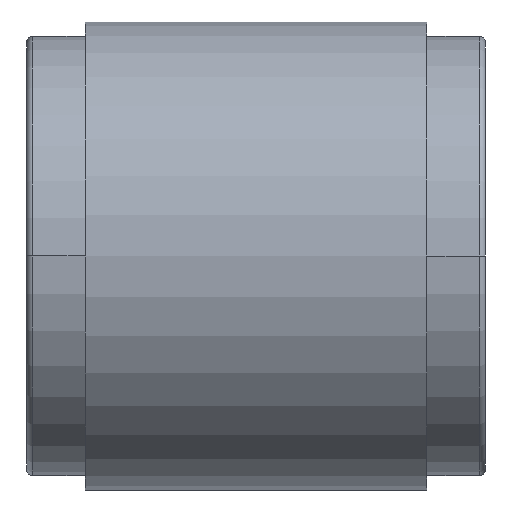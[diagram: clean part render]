
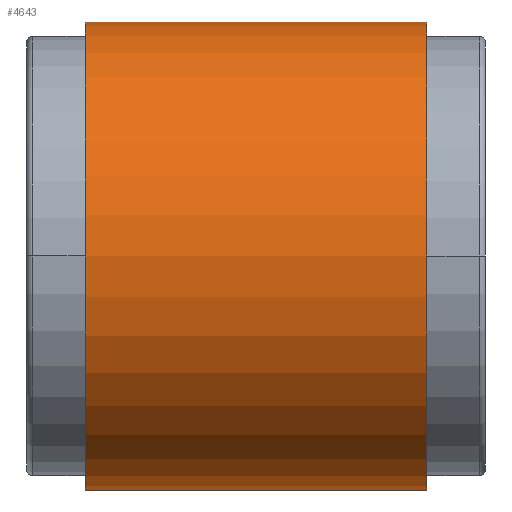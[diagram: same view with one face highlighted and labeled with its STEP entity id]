
A CAD part, left-side view. The second image highlights one B-rep face of the part: STEP entity #4643.
In plain terms, the highlighted cylindrical face has radius 380 mm (diameter 760 mm), a partial arc.
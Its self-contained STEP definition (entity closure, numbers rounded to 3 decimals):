
#71 = DIRECTION ( 'NONE',  ( 1., 0., 0. ) ) ;
#177 = CIRCLE ( 'NONE', #12189, 380. ) ;
#1847 = CARTESIAN_POINT ( 'NONE',  ( 0., -277.5, -380. ) ) ;
#2356 = CARTESIAN_POINT ( 'NONE',  ( 0., 372.5, 0. ) ) ;
#2373 = VECTOR ( 'NONE', #8006, 1000. ) ;
#2501 = CARTESIAN_POINT ( 'NONE',  ( 0., 277.5, -380. ) ) ;
#2981 = CARTESIAN_POINT ( 'NONE',  ( 0., -277.5, 0. ) ) ;
#3238 = CARTESIAN_POINT ( 'NONE',  ( 0., 372.5, -380. ) ) ;
#3800 = VERTEX_POINT ( 'NONE', #1847 ) ;
#3879 = ORIENTED_EDGE ( 'NONE', *, *, #10868, .T. ) ;
#4643 = ADVANCED_FACE ( 'NONE', ( #9134 ), #9057, .T. ) ;
#4812 = EDGE_LOOP ( 'NONE', ( #9597, #7373, #3879, #8482 ) ) ;
#5246 = DIRECTION ( 'NONE',  ( 0., 1., 0. ) ) ;
#5590 = VERTEX_POINT ( 'NONE', #13912 ) ;
#5730 = LINE ( 'NONE', #3238, #2373 ) ;
#6639 = CARTESIAN_POINT ( 'NONE',  ( 0., 372.5, 380. ) ) ;
#7010 = VERTEX_POINT ( 'NONE', #8536 ) ;
#7373 = ORIENTED_EDGE ( 'NONE', *, *, #8169, .T. ) ;
#7480 = VERTEX_POINT ( 'NONE', #2501 ) ;
#7872 = DIRECTION ( 'NONE',  ( 0., -1., 0. ) ) ;
#7889 = CIRCLE ( 'NONE', #15392, 380. ) ;
#8006 = DIRECTION ( 'NONE',  ( 0., -1., 0. ) ) ;
#8111 = LINE ( 'NONE', #6639, #9151 ) ;
#8169 = EDGE_CURVE ( 'NONE', #7010, #7480, #177, .T. ) ;
#8482 = ORIENTED_EDGE ( 'NONE', *, *, #10140, .T. ) ;
#8536 = CARTESIAN_POINT ( 'NONE',  ( 0., 277.5, 380. ) ) ;
#9057 = CYLINDRICAL_SURFACE ( 'NONE', #9710, 380. ) ;
#9134 = FACE_OUTER_BOUND ( 'NONE', #4812, .T. ) ;
#9151 = VECTOR ( 'NONE', #11346, 1000. ) ;
#9403 = CARTESIAN_POINT ( 'NONE',  ( 0., 277.5, 0. ) ) ;
#9597 = ORIENTED_EDGE ( 'NONE', *, *, #10771, .F. ) ;
#9710 = AXIS2_PLACEMENT_3D ( 'NONE', #2356, #7872, #10739 ) ;
#10140 = EDGE_CURVE ( 'NONE', #3800, #5590, #7889, .T. ) ;
#10739 = DIRECTION ( 'NONE',  ( 0., 0., -1. ) ) ;
#10771 = EDGE_CURVE ( 'NONE', #7010, #5590, #8111, .T. ) ;
#10868 = EDGE_CURVE ( 'NONE', #7480, #3800, #5730, .T. ) ;
#10964 = DIRECTION ( 'NONE',  ( 1., 0., 0. ) ) ;
#11346 = DIRECTION ( 'NONE',  ( 0., -1., 0. ) ) ;
#12189 = AXIS2_PLACEMENT_3D ( 'NONE', #9403, #14411, #71 ) ;
#13912 = CARTESIAN_POINT ( 'NONE',  ( 0., -277.5, 380. ) ) ;
#14411 = DIRECTION ( 'NONE',  ( 0., -1., 0. ) ) ;
#15392 = AXIS2_PLACEMENT_3D ( 'NONE', #2981, #5246, #10964 ) ;
